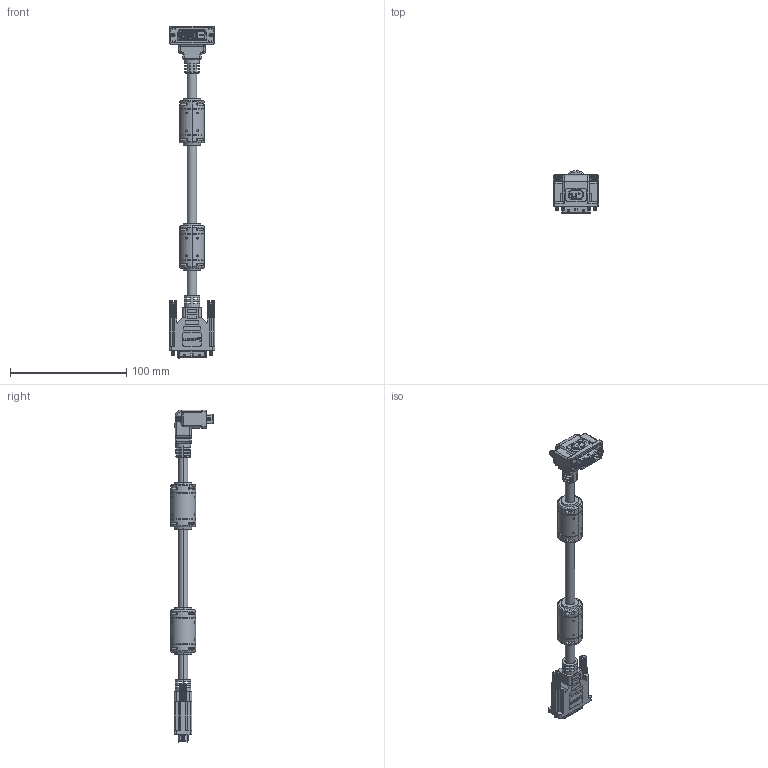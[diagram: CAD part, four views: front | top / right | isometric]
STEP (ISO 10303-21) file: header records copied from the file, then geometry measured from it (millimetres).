
FILE_DESCRIPTION (( 'STEP AP214' ), '1' );
FILE_NAME ('DVIDD-RA2.STEP', '2013-04-12T19:24:53', ( 'x' ), ( '' ), 'SwSTEP 2.0', 'SolidWorks 2012', '' );
FILE_SCHEMA (( 'AUTOMOTIVE_DESIGN' ));
Length unit declared in the file: millimetre
Products named in the file (12): 1AH01-009___; DVI RA END THUMBSCREW FOR SP60512___; DVI-DL(24+1)MM ASM1_NEW LOGO; DVI-DL(24+1)M HOUSING_默认1_WITH NEW LOGO; DVI-DL(24+1)M METAL CAN_默认1; SCREW_默认1; dvi-DL(24+1)MM+inner molding_默认1; MTN-546; MTN-545_FLIP LOGO 180ø; DVI-ISL CABLELINE_默认; DVI-ISL(18+5)M FERRITE AND JACKET(FOR ASSEMBLY)_默认; DVIDD-RA2
Assembly tree (14 placements, depth 3):
  DVIDD-RA2
    DVI-ISL(18+5)M FERRITE AND JACKET(FOR ASSEMBLY)_默认  x2
    DVI-ISL CABLELINE_默认
    MTN-545_FLIP LOGO 180ø
    MTN-546
    DVI-DL(24+1)MM ASM1_NEW LOGO
      dvi-DL(24+1)MM+inner molding_默认1
      SCREW_默认1  x2
      DVI-DL(24+1)M METAL CAN_默认1
      DVI-DL(24+1)M HOUSING_默认1_WITH NEW LOGO
    DVI RA END THUMBSCREW FOR SP60512___  x2
    1AH01-009___
Bounding box: 39.07 x 36.65 x 286.13 mm (x, y, z)
Volume: 75440.3 mm3; surface area: 52965.6 mm2
Topology: 26 solids, 26 shells, 4544 faces, 11476 edges, 7159 vertices
Faces by surface type: plane 2264, bspline 1227, cylinder 839, cone 158, torus 44, sphere 12
Entity records: 132009 total; most frequent: CARTESIAN_POINT 48059, ORIENTED_EDGE 18406, DIRECTION 14840, EDGE_CURVE 9203, LINE 6106, VECTOR 6106, VERTEX_POINT 5797, AXIS2_PLACEMENT_3D 4367
